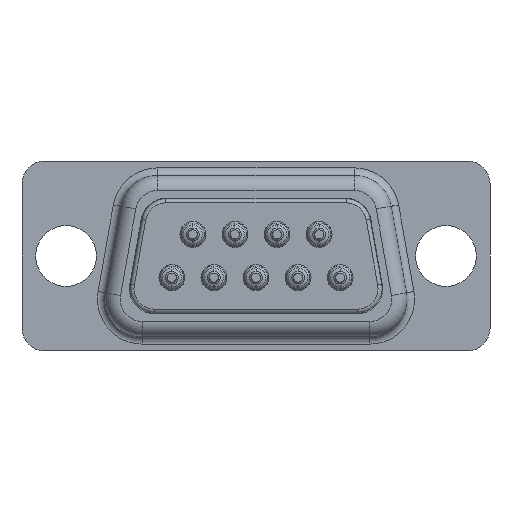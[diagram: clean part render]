
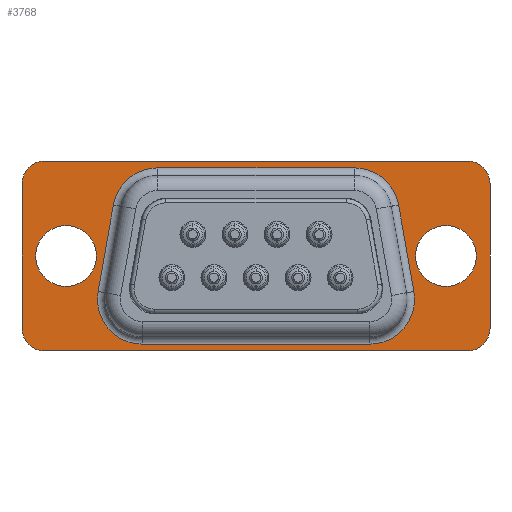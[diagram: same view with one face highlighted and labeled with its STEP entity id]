
A CAD part, left-side view. The second image highlights one B-rep face of the part: STEP entity #3768.
In plain terms, the highlighted planar face has unit normal (-1, 0, 0).
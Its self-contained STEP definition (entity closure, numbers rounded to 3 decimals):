
#912=CARTESIAN_POINT('',(0.725,13.9,-6.25));
#913=VERTEX_POINT('',#912);
#920=CARTESIAN_POINT('',(0.725,15.4,-4.75));
#921=VERTEX_POINT('',#920);
#922=CARTESIAN_POINT('',(0.725,13.9,-4.75));
#923=DIRECTION('',(0.,0.,-1.));
#924=DIRECTION('',(1.,0.,0.));
#925=AXIS2_PLACEMENT_3D('',#922,#924,#923);
#926=CIRCLE('',#925,1.5);
#927=EDGE_CURVE('',#913,#921,#926,.T.);
#944=CARTESIAN_POINT('',(0.725,-13.9,-6.25));
#945=VERTEX_POINT('',#944);
#952=CARTESIAN_POINT('',(0.725,-13.9,-6.25));
#953=DIRECTION('',(0.,1.,0.));
#954=VECTOR('',#953,27.8);
#955=LINE('',#952,#954);
#956=EDGE_CURVE('',#945,#913,#955,.T.);
#968=CARTESIAN_POINT('',(0.725,-15.4,-4.75));
#969=VERTEX_POINT('',#968);
#976=CARTESIAN_POINT('',(0.725,-13.9,-4.75));
#977=DIRECTION('',(0.,-1.,0.));
#978=DIRECTION('',(1.,0.,0.));
#979=AXIS2_PLACEMENT_3D('',#976,#978,#977);
#980=CIRCLE('',#979,1.5);
#981=EDGE_CURVE('',#969,#945,#980,.T.);
#993=CARTESIAN_POINT('',(0.725,-15.4,4.75));
#994=VERTEX_POINT('',#993);
#1001=CARTESIAN_POINT('',(0.725,-15.4,4.75));
#1002=DIRECTION('',(0.,0.,-1.));
#1003=VECTOR('',#1002,9.5);
#1004=LINE('',#1001,#1003);
#1005=EDGE_CURVE('',#994,#969,#1004,.T.);
#1017=CARTESIAN_POINT('',(0.725,-13.9,6.25));
#1018=VERTEX_POINT('',#1017);
#1025=CARTESIAN_POINT('',(0.725,-13.9,4.75));
#1026=DIRECTION('',(0.,0.,1.));
#1027=DIRECTION('',(1.,0.,0.));
#1028=AXIS2_PLACEMENT_3D('',#1025,#1027,#1026);
#1029=CIRCLE('',#1028,1.5);
#1030=EDGE_CURVE('',#1018,#994,#1029,.T.);
#1042=CARTESIAN_POINT('',(0.725,13.9,6.25));
#1043=VERTEX_POINT('',#1042);
#1050=CARTESIAN_POINT('',(0.725,13.9,6.25));
#1051=DIRECTION('',(0.,-1.,0.));
#1052=VECTOR('',#1051,27.8);
#1053=LINE('',#1050,#1052);
#1054=EDGE_CURVE('',#1043,#1018,#1053,.T.);
#1066=CARTESIAN_POINT('',(0.725,15.4,4.75));
#1067=VERTEX_POINT('',#1066);
#1074=CARTESIAN_POINT('',(0.725,13.9,4.75));
#1075=DIRECTION('',(0.,1.,0.));
#1076=DIRECTION('',(1.,0.,0.));
#1077=AXIS2_PLACEMENT_3D('',#1074,#1076,#1075);
#1078=CIRCLE('',#1077,1.5);
#1079=EDGE_CURVE('',#1067,#1043,#1078,.T.);
#1092=CARTESIAN_POINT('',(0.725,15.4,-4.75));
#1093=DIRECTION('',(0.,0.,1.));
#1094=VECTOR('',#1093,9.5);
#1095=LINE('',#1092,#1094);
#1096=EDGE_CURVE('',#921,#1067,#1095,.T.);
#1107=CARTESIAN_POINT('',(0.725,14.5,0.));
#1108=VERTEX_POINT('',#1107);
#1115=CARTESIAN_POINT('',(0.725,10.5,0.));
#1116=VERTEX_POINT('',#1115);
#1117=CARTESIAN_POINT('',(0.725,12.5,0.));
#1118=DIRECTION('',(0.,1.,0.));
#1119=DIRECTION('',(1.,0.,0.));
#1120=AXIS2_PLACEMENT_3D('',#1117,#1119,#1118);
#1121=CIRCLE('',#1120,2.);
#1122=EDGE_CURVE('',#1108,#1116,#1121,.T.);
#1140=CARTESIAN_POINT('',(0.725,12.5,0.));
#1141=DIRECTION('',(0.,-1.,0.));
#1142=DIRECTION('',(1.,0.,0.));
#1143=AXIS2_PLACEMENT_3D('',#1140,#1142,#1141);
#1144=CIRCLE('',#1143,2.);
#1145=EDGE_CURVE('',#1116,#1108,#1144,.T.);
#1157=CARTESIAN_POINT('',(0.725,-10.5,0.));
#1158=VERTEX_POINT('',#1157);
#1165=CARTESIAN_POINT('',(0.725,-14.5,0.));
#1166=VERTEX_POINT('',#1165);
#1167=CARTESIAN_POINT('',(0.725,-12.5,0.));
#1168=DIRECTION('',(0.,1.,0.));
#1169=DIRECTION('',(1.,0.,0.));
#1170=AXIS2_PLACEMENT_3D('',#1167,#1169,#1168);
#1171=CIRCLE('',#1170,2.);
#1172=EDGE_CURVE('',#1158,#1166,#1171,.T.);
#1190=CARTESIAN_POINT('',(0.725,-12.5,0.));
#1191=DIRECTION('',(0.,-1.,0.));
#1192=DIRECTION('',(1.,0.,0.));
#1193=AXIS2_PLACEMENT_3D('',#1190,#1192,#1191);
#1194=CIRCLE('',#1193,2.);
#1195=EDGE_CURVE('',#1166,#1158,#1194,.T.);
#3675=CARTESIAN_POINT('',(0.725,0.,0.));
#3676=DIRECTION('',(0.,-1.,0.));
#3677=DIRECTION('',(-1.,0.,0.));
#3678=AXIS2_PLACEMENT_3D('',#3675,#3677,#3676);
#3679=PLANE('',#3678);
#3680=ORIENTED_EDGE('',*,*,#956,.F.);
#3681=ORIENTED_EDGE('',*,*,#981,.F.);
#3682=ORIENTED_EDGE('',*,*,#1005,.F.);
#3683=ORIENTED_EDGE('',*,*,#1030,.F.);
#3684=ORIENTED_EDGE('',*,*,#1054,.F.);
#3685=ORIENTED_EDGE('',*,*,#1079,.F.);
#3686=ORIENTED_EDGE('',*,*,#1096,.F.);
#3687=ORIENTED_EDGE('',*,*,#927,.F.);
#3688=EDGE_LOOP('',(#3680,#3681,#3682,#3683,#3684,#3685,#3686,#3687));
#3689=FACE_OUTER_BOUND('',#3688,.T.);
#3690=ORIENTED_EDGE('',*,*,#1195,.T.);
#3691=ORIENTED_EDGE('',*,*,#1172,.T.);
#3692=EDGE_LOOP('',(#3690,#3691));
#3693=FACE_BOUND('',#3692,.T.);
#3694=ORIENTED_EDGE('',*,*,#1145,.T.);
#3695=ORIENTED_EDGE('',*,*,#1122,.T.);
#3696=EDGE_LOOP('',(#3694,#3695));
#3697=FACE_BOUND('',#3696,.T.);
#3698=CARTESIAN_POINT('',(0.725,-10.391,-2.338));
#3699=VERTEX_POINT('',#3698);
#3700=CARTESIAN_POINT('',(0.725,-7.486,-5.8));
#3701=VERTEX_POINT('',#3700);
#3702=CARTESIAN_POINT('',(0.725,-7.486,-2.85));
#3703=DIRECTION('',(0.,-0.985,0.174));
#3704=DIRECTION('',(1.,0.,0.));
#3705=AXIS2_PLACEMENT_3D('',#3702,#3704,#3703);
#3706=CIRCLE('',#3705,2.95);
#3707=EDGE_CURVE('',#3699,#3701,#3706,.T.);
#3708=ORIENTED_EDGE('',*,*,#3707,.T.);
#3709=CARTESIAN_POINT('',(0.725,7.486,-5.8));
#3710=VERTEX_POINT('',#3709);
#3711=CARTESIAN_POINT('',(0.725,-7.486,-5.8));
#3712=DIRECTION('',(0.,1.,0.));
#3713=VECTOR('',#3712,14.973);
#3714=LINE('',#3711,#3713);
#3715=EDGE_CURVE('',#3701,#3710,#3714,.T.);
#3716=ORIENTED_EDGE('',*,*,#3715,.T.);
#3717=CARTESIAN_POINT('',(0.725,10.391,-2.338));
#3718=VERTEX_POINT('',#3717);
#3719=CARTESIAN_POINT('',(0.725,7.486,-2.85));
#3720=DIRECTION('',(0.,0.,-1.));
#3721=DIRECTION('',(1.,0.,0.));
#3722=AXIS2_PLACEMENT_3D('',#3719,#3721,#3720);
#3723=CIRCLE('',#3722,2.95);
#3724=EDGE_CURVE('',#3710,#3718,#3723,.T.);
#3725=ORIENTED_EDGE('',*,*,#3724,.T.);
#3726=CARTESIAN_POINT('',(0.725,9.386,3.362));
#3727=VERTEX_POINT('',#3726);
#3728=CARTESIAN_POINT('',(0.725,10.391,-2.338));
#3729=DIRECTION('',(0.,-0.174,0.985));
#3730=VECTOR('',#3729,5.788);
#3731=LINE('',#3728,#3730);
#3732=EDGE_CURVE('',#3718,#3727,#3731,.T.);
#3733=ORIENTED_EDGE('',*,*,#3732,.T.);
#3734=CARTESIAN_POINT('',(0.725,6.481,5.8));
#3735=VERTEX_POINT('',#3734);
#3736=CARTESIAN_POINT('',(0.725,6.481,2.85));
#3737=DIRECTION('',(0.,0.985,0.174));
#3738=DIRECTION('',(1.,0.,0.));
#3739=AXIS2_PLACEMENT_3D('',#3736,#3738,#3737);
#3740=CIRCLE('',#3739,2.95);
#3741=EDGE_CURVE('',#3727,#3735,#3740,.T.);
#3742=ORIENTED_EDGE('',*,*,#3741,.T.);
#3743=CARTESIAN_POINT('',(0.725,-6.481,5.8));
#3744=VERTEX_POINT('',#3743);
#3745=CARTESIAN_POINT('',(0.725,6.481,5.8));
#3746=DIRECTION('',(0.,-1.,0.));
#3747=VECTOR('',#3746,12.962);
#3748=LINE('',#3745,#3747);
#3749=EDGE_CURVE('',#3735,#3744,#3748,.T.);
#3750=ORIENTED_EDGE('',*,*,#3749,.T.);
#3751=CARTESIAN_POINT('',(0.725,-9.386,3.362));
#3752=VERTEX_POINT('',#3751);
#3753=CARTESIAN_POINT('',(0.725,-6.481,2.85));
#3754=DIRECTION('',(0.,0.,1.));
#3755=DIRECTION('',(1.,0.,0.));
#3756=AXIS2_PLACEMENT_3D('',#3753,#3755,#3754);
#3757=CIRCLE('',#3756,2.95);
#3758=EDGE_CURVE('',#3744,#3752,#3757,.T.);
#3759=ORIENTED_EDGE('',*,*,#3758,.T.);
#3760=CARTESIAN_POINT('',(0.725,-9.386,3.362));
#3761=DIRECTION('',(0.,-0.174,-0.985));
#3762=VECTOR('',#3761,5.788);
#3763=LINE('',#3760,#3762);
#3764=EDGE_CURVE('',#3752,#3699,#3763,.T.);
#3765=ORIENTED_EDGE('',*,*,#3764,.T.);
#3766=EDGE_LOOP('',(#3708,#3716,#3725,#3733,#3742,#3750,#3759,#3765));
#3767=FACE_BOUND('',#3766,.T.);
#3768=ADVANCED_FACE('',(#3689,#3693,#3697,#3767),#3679,.T.);
